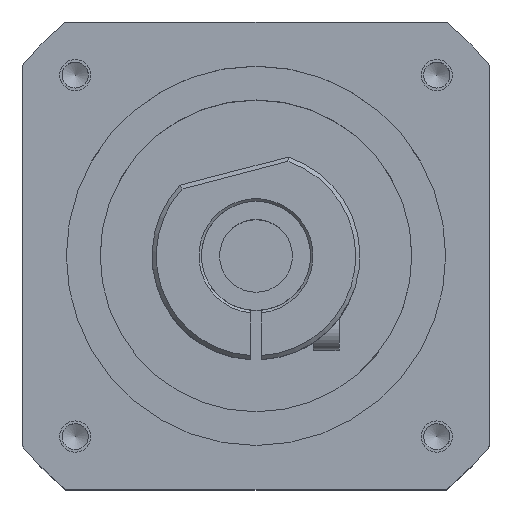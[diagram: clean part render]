
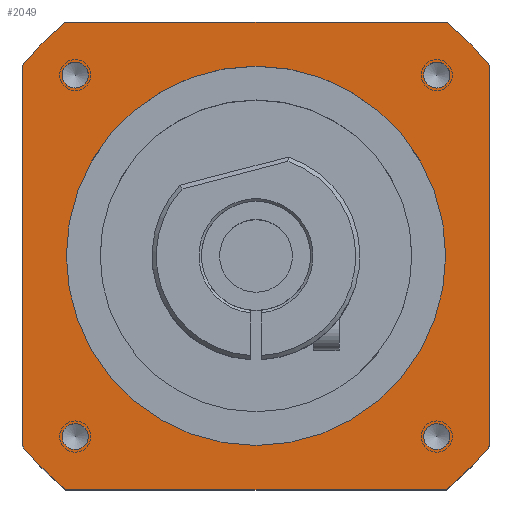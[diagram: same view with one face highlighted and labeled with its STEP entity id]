
A CAD part, top view. The second image highlights one B-rep face of the part: STEP entity #2049.
In plain terms, the highlighted planar face has unit normal (0, 0, 1).
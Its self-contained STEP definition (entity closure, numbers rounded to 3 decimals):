
#1802=CARTESIAN_POINT('',(-36.592,-45.0,41.5));
#1803=VERTEX_POINT('',#1802);
#1810=CARTESIAN_POINT('',(-45.0,-36.592,41.5));
#1811=VERTEX_POINT('',#1810);
#1812=CARTESIAN_POINT('',(0.0,0.0,41.5));
#1813=DIRECTION('',(0.0,0.0,1.));
#1814=DIRECTION('',(-0.776,-0.631,0.0));
#1815=AXIS2_PLACEMENT_3D('',#1812,#1813,#1814);
#1816=CIRCLE('',#1815,58.0);
#1817=EDGE_CURVE('',#1811,#1803,#1816,.T.);
#1834=CARTESIAN_POINT('',(45.0,-36.592,41.5));
#1835=VERTEX_POINT('',#1834);
#1842=CARTESIAN_POINT('',(36.592,-45.0,41.5));
#1843=VERTEX_POINT('',#1842);
#1844=CARTESIAN_POINT('',(0.0,0.0,41.5));
#1845=DIRECTION('',(0.0,0.0,1.));
#1846=DIRECTION('',(0.631,-0.776,0.0));
#1847=AXIS2_PLACEMENT_3D('',#1844,#1845,#1846);
#1848=CIRCLE('',#1847,58.0);
#1849=EDGE_CURVE('',#1843,#1835,#1848,.T.);
#1866=CARTESIAN_POINT('',(-45.0,36.592,41.5));
#1867=VERTEX_POINT('',#1866);
#1868=CARTESIAN_POINT('',(-45.0,36.592,41.5));
#1869=DIRECTION('',(0.0,-1.0,0.0));
#1870=VECTOR('',#1869,73.185);
#1871=LINE('',#1868,#1870);
#1872=EDGE_CURVE('',#1867,#1811,#1871,.T.);
#1890=CARTESIAN_POINT('',(36.592,45.0,41.5));
#1891=VERTEX_POINT('',#1890);
#1898=CARTESIAN_POINT('',(45.0,36.592,41.5));
#1899=VERTEX_POINT('',#1898);
#1900=CARTESIAN_POINT('',(0.0,0.0,41.5));
#1901=DIRECTION('',(0.0,0.0,1.));
#1902=DIRECTION('',(0.776,0.631,0.0));
#1903=AXIS2_PLACEMENT_3D('',#1900,#1901,#1902);
#1904=CIRCLE('',#1903,58.0);
#1905=EDGE_CURVE('',#1899,#1891,#1904,.T.);
#1923=CARTESIAN_POINT('',(-36.592,45.0,41.5));
#1924=VERTEX_POINT('',#1923);
#1925=CARTESIAN_POINT('',(0.0,0.0,41.5));
#1926=DIRECTION('',(0.0,0.0,1.));
#1927=DIRECTION('',(-0.631,0.776,0.0));
#1928=AXIS2_PLACEMENT_3D('',#1925,#1926,#1927);
#1929=CIRCLE('',#1928,58.0);
#1930=EDGE_CURVE('',#1924,#1867,#1929,.T.);
#1949=CARTESIAN_POINT('',(45.0,-36.592,41.5));
#1950=DIRECTION('',(0.0,1.0,0.0));
#1951=VECTOR('',#1950,73.185);
#1952=LINE('',#1949,#1951);
#1953=EDGE_CURVE('',#1835,#1899,#1952,.T.);
#1969=CARTESIAN_POINT('',(0.0,0.0,41.5));
#1970=DIRECTION('',(0.0,0.0,1.0));
#1971=DIRECTION('',(1.0,0.0,0.0));
#1972=AXIS2_PLACEMENT_3D('',#1969,#1970,#1971);
#1973=PLANE('',#1972);
#1974=ORIENTED_EDGE('',*,*,#1817,.T.);
#1975=CARTESIAN_POINT('',(-36.592,-45.0,41.5));
#1976=DIRECTION('',(1.0,0.0,0.0));
#1977=VECTOR('',#1976,73.185);
#1978=LINE('',#1975,#1977);
#1979=EDGE_CURVE('',#1803,#1843,#1978,.T.);
#1980=ORIENTED_EDGE('',*,*,#1979,.T.);
#1981=ORIENTED_EDGE('',*,*,#1849,.T.);
#1982=ORIENTED_EDGE('',*,*,#1953,.T.);
#1983=ORIENTED_EDGE('',*,*,#1905,.T.);
#1984=CARTESIAN_POINT('',(36.592,45.0,41.5));
#1985=DIRECTION('',(-1.0,0.0,0.0));
#1986=VECTOR('',#1985,73.185);
#1987=LINE('',#1984,#1986);
#1988=EDGE_CURVE('',#1891,#1924,#1987,.T.);
#1989=ORIENTED_EDGE('',*,*,#1988,.T.);
#1990=ORIENTED_EDGE('',*,*,#1930,.T.);
#1991=ORIENTED_EDGE('',*,*,#1872,.T.);
#1992=EDGE_LOOP('',(#1974,#1980,#1981,#1982,#1983,#1989,#1990,#1991));
#1993=FACE_OUTER_BOUND('',#1992,.T.);
#1994=CARTESIAN_POINT('',(36.5,0.0,41.5));
#1995=VERTEX_POINT('',#1994);
#1996=CARTESIAN_POINT('',(0.0,0.0,41.5));
#1997=DIRECTION('',(0.0,0.0,1.0));
#1998=DIRECTION('',(1.0,0.0,0.0));
#1999=AXIS2_PLACEMENT_3D('',#1996,#1997,#1998);
#2000=CIRCLE('',#1999,36.5);
#2001=EDGE_CURVE('',#1995,#1995,#2000,.T.);
#2002=ORIENTED_EDGE('',*,*,#2001,.F.);
#2003=EDGE_LOOP('',(#2002));
#2004=FACE_BOUND('',#2003,.T.);
#2005=CARTESIAN_POINT('',(32.28,34.79,41.5));
#2006=VERTEX_POINT('',#2005);
#2007=CARTESIAN_POINT('',(34.79,34.79,41.5));
#2008=DIRECTION('',(0.0,0.0,-1.0));
#2009=DIRECTION('',(-1.0,0.0,0.0));
#2010=AXIS2_PLACEMENT_3D('',#2007,#2008,#2009);
#2011=CIRCLE('',#2010,2.509);
#2012=EDGE_CURVE('',#2006,#2006,#2011,.T.);
#2013=ORIENTED_EDGE('',*,*,#2012,.T.);
#2014=EDGE_LOOP('',(#2013));
#2015=FACE_BOUND('',#2014,.T.);
#2016=CARTESIAN_POINT('',(-37.299,34.79,41.5));
#2017=VERTEX_POINT('',#2016);
#2018=CARTESIAN_POINT('',(-34.79,34.79,41.5));
#2019=DIRECTION('',(0.0,0.0,-1.0));
#2020=DIRECTION('',(-1.0,0.0,0.0));
#2021=AXIS2_PLACEMENT_3D('',#2018,#2019,#2020);
#2022=CIRCLE('',#2021,2.509);
#2023=EDGE_CURVE('',#2017,#2017,#2022,.T.);
#2024=ORIENTED_EDGE('',*,*,#2023,.T.);
#2025=EDGE_LOOP('',(#2024));
#2026=FACE_BOUND('',#2025,.T.);
#2027=CARTESIAN_POINT('',(-37.299,-34.79,41.5));
#2028=VERTEX_POINT('',#2027);
#2029=CARTESIAN_POINT('',(-34.79,-34.79,41.5));
#2030=DIRECTION('',(0.0,0.0,-1.0));
#2031=DIRECTION('',(-1.0,0.0,0.0));
#2032=AXIS2_PLACEMENT_3D('',#2029,#2030,#2031);
#2033=CIRCLE('',#2032,2.509);
#2034=EDGE_CURVE('',#2028,#2028,#2033,.T.);
#2035=ORIENTED_EDGE('',*,*,#2034,.T.);
#2036=EDGE_LOOP('',(#2035));
#2037=FACE_BOUND('',#2036,.T.);
#2038=CARTESIAN_POINT('',(32.28,-34.79,41.5));
#2039=VERTEX_POINT('',#2038);
#2040=CARTESIAN_POINT('',(34.79,-34.79,41.5));
#2041=DIRECTION('',(0.0,0.0,-1.0));
#2042=DIRECTION('',(-1.0,0.0,0.0));
#2043=AXIS2_PLACEMENT_3D('',#2040,#2041,#2042);
#2044=CIRCLE('',#2043,2.509);
#2045=EDGE_CURVE('',#2039,#2039,#2044,.T.);
#2046=ORIENTED_EDGE('',*,*,#2045,.T.);
#2047=EDGE_LOOP('',(#2046));
#2048=FACE_BOUND('',#2047,.T.);
#2049=ADVANCED_FACE('',(#1993,#2004,#2015,#2026,#2037,#2048),#1973,.T.);
